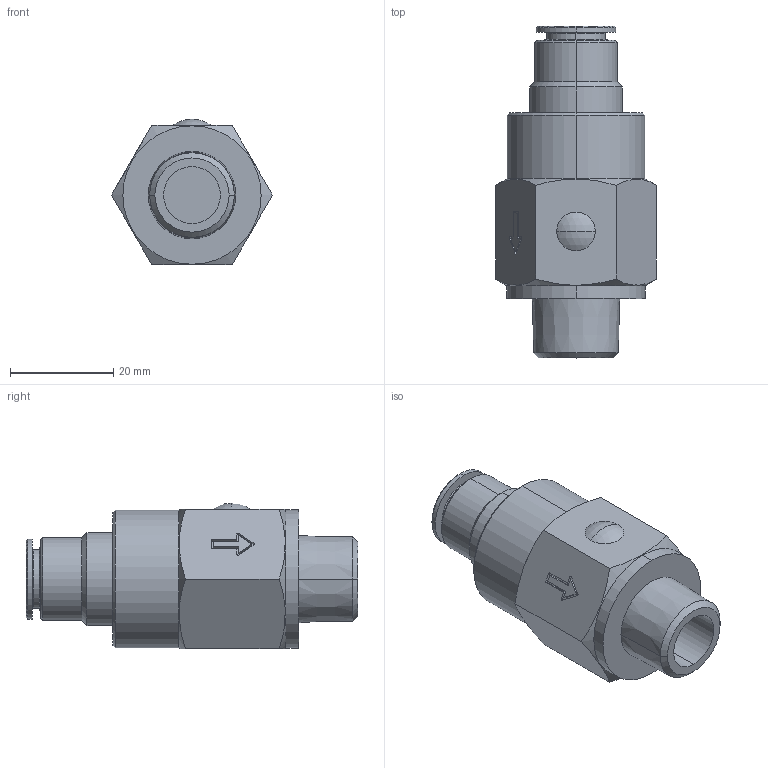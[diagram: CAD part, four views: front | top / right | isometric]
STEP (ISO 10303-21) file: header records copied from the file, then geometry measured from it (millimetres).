
FILE_DESCRIPTION (( 'STEP AP203' ), '1' );
FILE_NAME ('04120053.STEP', '2011-06-20T15:16:02', ( '' ), ( 'sopra-pneumatic' ), 'SwSTEP 2.0', 'SolidWorks 2011', '' );
FILE_SCHEMA (( 'CONFIG_CONTROL_DESIGN' ));
Length unit declared in the file: millimetre
Products named in the file (1): 04120053
Bounding box: 31.18 x 64.3 x 28.19 mm (x, y, z)
Volume: 24979 mm3; surface area: 6934.7 mm2
Topology: 1 solids, 5 shells, 98 faces, 216 edges, 137 vertices
Faces by surface type: cylinder 36, plane 36, cone 24, sphere 2
Entity records: 2921 total; most frequent: CARTESIAN_POINT 669, DIRECTION 466, ORIENTED_EDGE 432, EDGE_CURVE 216, AXIS2_PLACEMENT_3D 180, VERTEX_POINT 137, EDGE_LOOP 107, VECTOR 106
